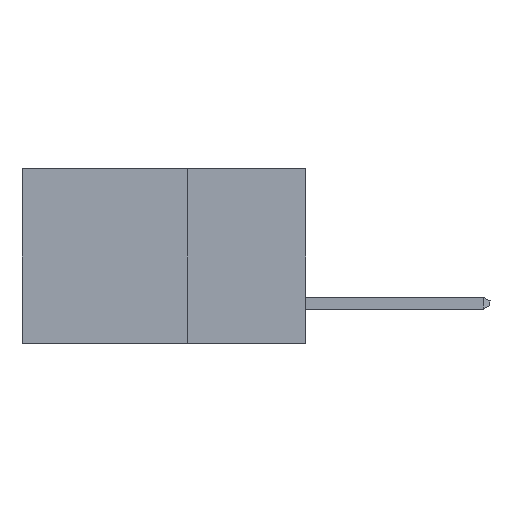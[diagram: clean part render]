
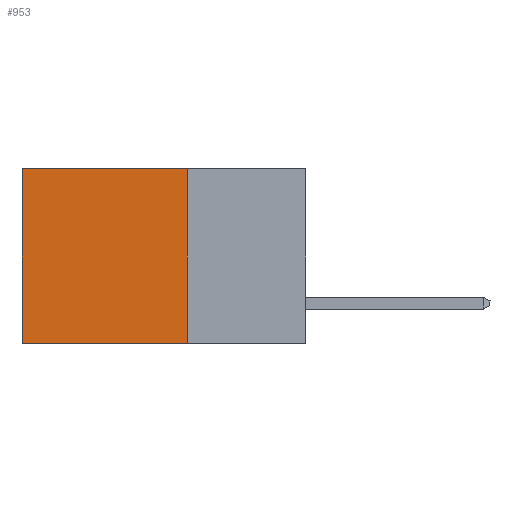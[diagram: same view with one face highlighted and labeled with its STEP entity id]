
A CAD part, left-side view. The second image highlights one B-rep face of the part: STEP entity #953.
In plain terms, the highlighted planar face has unit normal (-1, 0, 0).
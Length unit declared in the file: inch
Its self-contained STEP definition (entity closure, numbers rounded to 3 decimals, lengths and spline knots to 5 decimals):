
#235 = EDGE_CURVE ( 'NONE', #12589, #17262, #11894, .T. ) ;
#591 = CARTESIAN_POINT ( 'NONE',  ( 0.2615, 0.6, -0.37 ) ) ;
#854 = ORIENTED_EDGE ( 'NONE', *, *, #6328, .F. ) ;
#953 = ADVANCED_FACE ( 'NONE', ( #14826 ), #1446, .F. ) ;
#1446 = PLANE ( 'NONE',  #22063 ) ;
#2005 = DIRECTION ( 'NONE',  ( 0., 1., 0. ) ) ;
#2413 = EDGE_LOOP ( 'NONE', ( #23353, #3273, #854, #4258 ) ) ;
#2581 = CARTESIAN_POINT ( 'NONE',  ( 0.2615, 0.25, -0.37 ) ) ;
#2718 = LINE ( 'NONE', #5196, #7044 ) ;
#3152 = DIRECTION ( 'NONE',  ( 1., 0., 0. ) ) ;
#3273 = ORIENTED_EDGE ( 'NONE', *, *, #11212, .F. ) ;
#4258 = ORIENTED_EDGE ( 'NONE', *, *, #235, .T. ) ;
#4532 = DIRECTION ( 'NONE',  ( 0., 1., 0. ) ) ;
#5196 = CARTESIAN_POINT ( 'NONE',  ( 0.2615, 0.25, -0.37 ) ) ;
#5499 = CARTESIAN_POINT ( 'NONE',  ( 0.2615, 0.25, -0.37 ) ) ;
#6011 = CARTESIAN_POINT ( 'NONE',  ( 0.2615, 0.6, -0.37 ) ) ;
#6253 = LINE ( 'NONE', #6011, #6470 ) ;
#6328 = EDGE_CURVE ( 'NONE', #12589, #20592, #2718, .T. ) ;
#6470 = VECTOR ( 'NONE', #19903, 39.37008 ) ;
#7044 = VECTOR ( 'NONE', #9235, 39.37008 ) ;
#9235 = DIRECTION ( 'NONE',  ( 0., 0., -1. ) ) ;
#11212 = EDGE_CURVE ( 'NONE', #20592, #17232, #18289, .T. ) ;
#11894 = LINE ( 'NONE', #19834, #19033 ) ;
#12589 = VERTEX_POINT ( 'NONE', #22618 ) ;
#13871 = CARTESIAN_POINT ( 'NONE',  ( 0.2615, 0.6, 0. ) ) ;
#14826 = FACE_OUTER_BOUND ( 'NONE', #2413, .T. ) ;
#17232 = VERTEX_POINT ( 'NONE', #591 ) ;
#17262 = VERTEX_POINT ( 'NONE', #13871 ) ;
#18289 = LINE ( 'NONE', #2581, #22804 ) ;
#19033 = VECTOR ( 'NONE', #2005, 39.37008 ) ;
#19834 = CARTESIAN_POINT ( 'NONE',  ( 0.2615, 0.25, 0. ) ) ;
#19903 = DIRECTION ( 'NONE',  ( 0., 0., -1. ) ) ;
#20592 = VERTEX_POINT ( 'NONE', #5499 ) ;
#20699 = EDGE_CURVE ( 'NONE', #17262, #17232, #6253, .T. ) ;
#21085 = CARTESIAN_POINT ( 'NONE',  ( 0.2615, 0.25, -0.37 ) ) ;
#22063 = AXIS2_PLACEMENT_3D ( 'NONE', #21085, #3152, #25143 ) ;
#22618 = CARTESIAN_POINT ( 'NONE',  ( 0.2615, 0.25, 0. ) ) ;
#22804 = VECTOR ( 'NONE', #4532, 39.37008 ) ;
#23353 = ORIENTED_EDGE ( 'NONE', *, *, #20699, .T. ) ;
#25143 = DIRECTION ( 'NONE',  ( 0., 0., -1. ) ) ;
